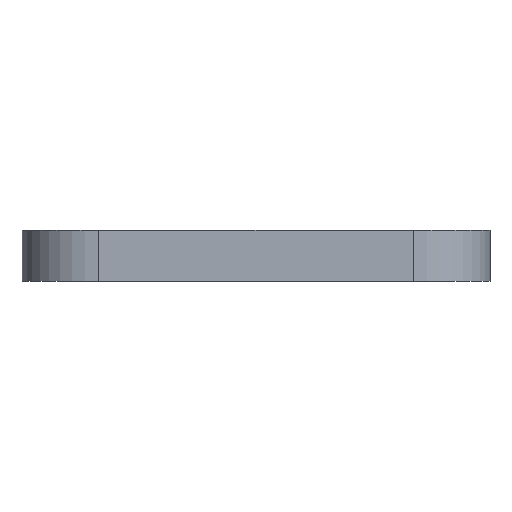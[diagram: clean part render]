
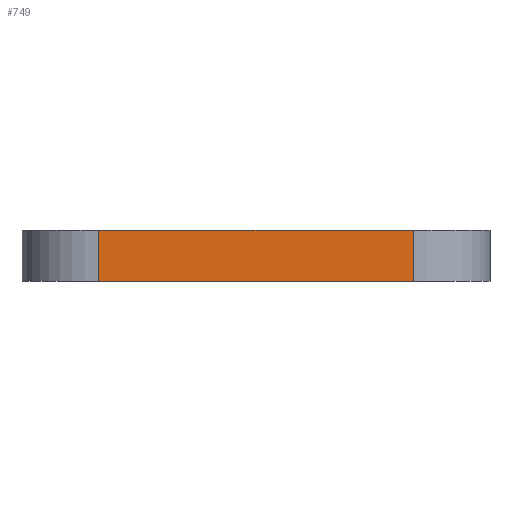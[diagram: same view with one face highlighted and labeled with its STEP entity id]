
A CAD part, top view. The second image highlights one B-rep face of the part: STEP entity #749.
In plain terms, the highlighted planar face has unit normal (0, 0, 1).
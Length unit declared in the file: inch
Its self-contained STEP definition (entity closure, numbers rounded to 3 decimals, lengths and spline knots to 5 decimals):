
#6 = AXIS2_PLACEMENT_3D ( 'NONE', #665, #541, #188 ) ;
#10 = EDGE_CURVE ( 'NONE', #63, #203, #742, .T. ) ;
#16 = DIRECTION ( 'NONE',  ( 0., -1., 0. ) ) ;
#21 = LINE ( 'NONE', #44, #48 ) ;
#39 = ORIENTED_EDGE ( 'NONE', *, *, #578, .F. ) ;
#44 = CARTESIAN_POINT ( 'NONE',  ( 0., 0.125, 0.1875 ) ) ;
#48 = VECTOR ( 'NONE', #757, 39.37008 ) ;
#52 = ORIENTED_EDGE ( 'NONE', *, *, #758, .F. ) ;
#63 = VERTEX_POINT ( 'NONE', #540 ) ;
#67 = ORIENTED_EDGE ( 'NONE', *, *, #625, .T. ) ;
#89 = LINE ( 'NONE', #139, #367 ) ;
#139 = CARTESIAN_POINT ( 'NONE',  ( 0.385, 0.125, 0.1875 ) ) ;
#165 = ORIENTED_EDGE ( 'NONE', *, *, #10, .F. ) ;
#166 = CARTESIAN_POINT ( 'NONE',  ( -0.385, -0.84748, 0.1875 ) ) ;
#188 = DIRECTION ( 'NONE',  ( -1., 0., 0. ) ) ;
#203 = VERTEX_POINT ( 'NONE', #393 ) ;
#262 = DIRECTION ( 'NONE',  ( 0., 1., 0. ) ) ;
#346 = PLANE ( 'NONE',  #6 ) ;
#349 = LINE ( 'NONE', #612, #692 ) ;
#367 = VECTOR ( 'NONE', #16, 39.37008 ) ;
#393 = CARTESIAN_POINT ( 'NONE',  ( -0.385, 0.125, 0.1875 ) ) ;
#455 = VERTEX_POINT ( 'NONE', #638 ) ;
#540 = CARTESIAN_POINT ( 'NONE',  ( -0.385, 0., 0.1875 ) ) ;
#541 = DIRECTION ( 'NONE',  ( 0., 0., -1. ) ) ;
#578 = EDGE_CURVE ( 'NONE', #203, #455, #21, .T. ) ;
#612 = CARTESIAN_POINT ( 'NONE',  ( 0., 0., 0.1875 ) ) ;
#625 = EDGE_CURVE ( 'NONE', #63, #730, #349, .T. ) ;
#628 = CARTESIAN_POINT ( 'NONE',  ( 0.385, 0., 0.1875 ) ) ;
#637 = DIRECTION ( 'NONE',  ( 1., 0., 0. ) ) ;
#638 = CARTESIAN_POINT ( 'NONE',  ( 0.385, 0.125, 0.1875 ) ) ;
#665 = CARTESIAN_POINT ( 'NONE',  ( 0., 0.125, 0.1875 ) ) ;
#692 = VECTOR ( 'NONE', #637, 39.37008 ) ;
#723 = EDGE_LOOP ( 'NONE', ( #67, #52, #39, #165 ) ) ;
#729 = VECTOR ( 'NONE', #262, 39.37008 ) ;
#730 = VERTEX_POINT ( 'NONE', #628 ) ;
#740 = FACE_OUTER_BOUND ( 'NONE', #723, .T. ) ;
#742 = LINE ( 'NONE', #166, #729 ) ;
#749 = ADVANCED_FACE ( 'NONE', ( #740 ), #346, .F. ) ;
#757 = DIRECTION ( 'NONE',  ( 1., 0., 0. ) ) ;
#758 = EDGE_CURVE ( 'NONE', #455, #730, #89, .T. ) ;
